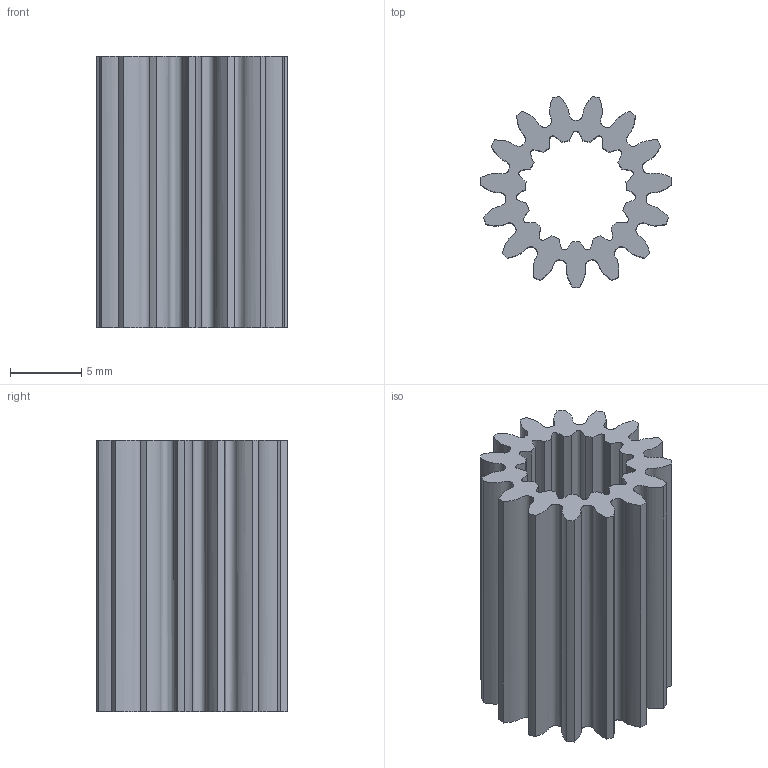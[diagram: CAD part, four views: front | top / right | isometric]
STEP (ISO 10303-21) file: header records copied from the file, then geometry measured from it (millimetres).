
FILE_DESCRIPTION (( 'STEP AP214' ), '1' );
FILE_NAME ('WCP-1464.step', '2024-01-09T19:27:28', ( '' ), ( '' ), 'SwSTEP 2.0', 'SolidWorks 2022', '' );
FILE_SCHEMA (( 'AUTOMOTIVE_DESIGN' ));
Length unit declared in the file: inch
Products named in the file (1): WCP-1464
Bounding box: 13.46 x 13.39 x 19.05 mm (x, y, z)
Volume: 1247.7 mm3; surface area: 2170.1 mm2
Topology: 1 solids, 1 shells, 63 faces, 183 edges, 122 vertices
Faces by surface type: cylinder 31, bspline 30, plane 2
Entity records: 8083 total; most frequent: CARTESIAN_POINT 6519, ORIENTED_EDGE 366, DIRECTION 253, EDGE_CURVE 183, VERTEX_POINT 122, AXIS2_PLACEMENT_3D 96, EDGE_LOOP 65, FACE_OUTER_BOUND 63
